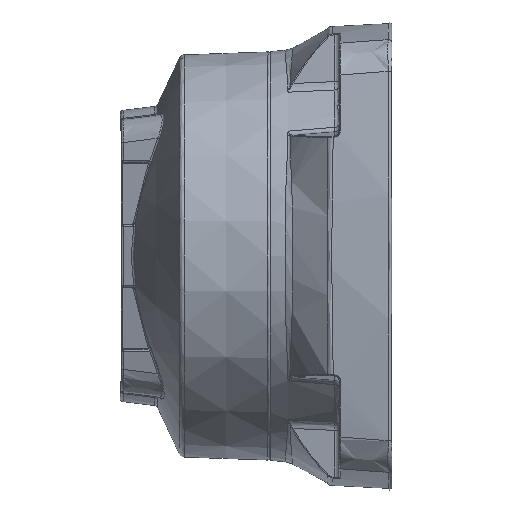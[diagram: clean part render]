
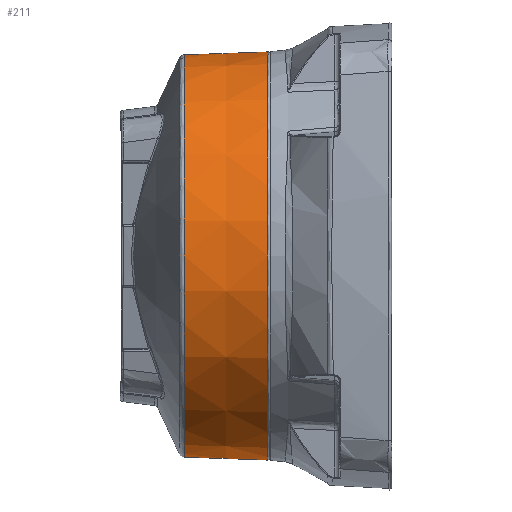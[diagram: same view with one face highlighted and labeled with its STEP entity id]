
A CAD part, left-side view. The second image highlights one B-rep face of the part: STEP entity #211.
In plain terms, the highlighted conical face has half-angle 2 degrees and reference radius 53.921 mm.
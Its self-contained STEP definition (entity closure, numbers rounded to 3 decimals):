
#211 = ADVANCED_FACE ( 'NONE', ( #19194, #24146 ), #11042, .T. ) ;
#1847 = CARTESIAN_POINT ( 'NONE',  ( -1.087, 61.664, 136.454 ) ) ;
#3473 = AXIS2_PLACEMENT_3D ( 'NONE', #7309, #11093, #21326 ) ;
#6356 = VERTEX_POINT ( 'NONE', #17940 ) ;
#7309 = CARTESIAN_POINT ( 'NONE',  ( -1.087, 83.78, 136.454 ) ) ;
#8076 = DIRECTION ( 'NONE',  ( 0., 0., -1. ) ) ;
#8332 = EDGE_LOOP ( 'NONE', ( #19447 ) ) ;
#11042 = CONICAL_SURFACE ( 'NONE', #43884, 53.921, 0.035 ) ;
#11093 = DIRECTION ( 'NONE',  ( 0., -1., 0. ) ) ;
#12569 = EDGE_LOOP ( 'NONE', ( #36301 ) ) ;
#12703 = DIRECTION ( 'NONE',  ( 1., 0., 0. ) ) ;
#14927 = EDGE_CURVE ( 'NONE', #6356, #6356, #31466, .T. ) ;
#17940 = CARTESIAN_POINT ( 'NONE',  ( -1.087, 61.664, 82.533 ) ) ;
#19194 = FACE_BOUND ( 'NONE', #12569, .T. ) ;
#19447 = ORIENTED_EDGE ( 'NONE', *, *, #14927, .T. ) ;
#21326 = DIRECTION ( 'NONE',  ( 0., 0., -1. ) ) ;
#23382 = DIRECTION ( 'NONE',  ( 0., -1., 0. ) ) ;
#24146 = FACE_OUTER_BOUND ( 'NONE', #8332, .T. ) ;
#24978 = CARTESIAN_POINT ( 'NONE',  ( -1.087, 83.78, 83.305 ) ) ;
#28993 = CARTESIAN_POINT ( 'NONE',  ( -1.087, 61.664, 136.454 ) ) ;
#29430 = EDGE_CURVE ( 'NONE', #34839, #34839, #34906, .T. ) ;
#31466 = CIRCLE ( 'NONE', #44715, 53.921 ) ;
#32506 = DIRECTION ( 'NONE',  ( 0., 1., 0. ) ) ;
#34839 = VERTEX_POINT ( 'NONE', #24978 ) ;
#34906 = CIRCLE ( 'NONE', #3473, 53.149 ) ;
#36301 = ORIENTED_EDGE ( 'NONE', *, *, #29430, .T. ) ;
#43884 = AXIS2_PLACEMENT_3D ( 'NONE', #1847, #23382, #12703 ) ;
#44715 = AXIS2_PLACEMENT_3D ( 'NONE', #28993, #32506, #8076 ) ;
